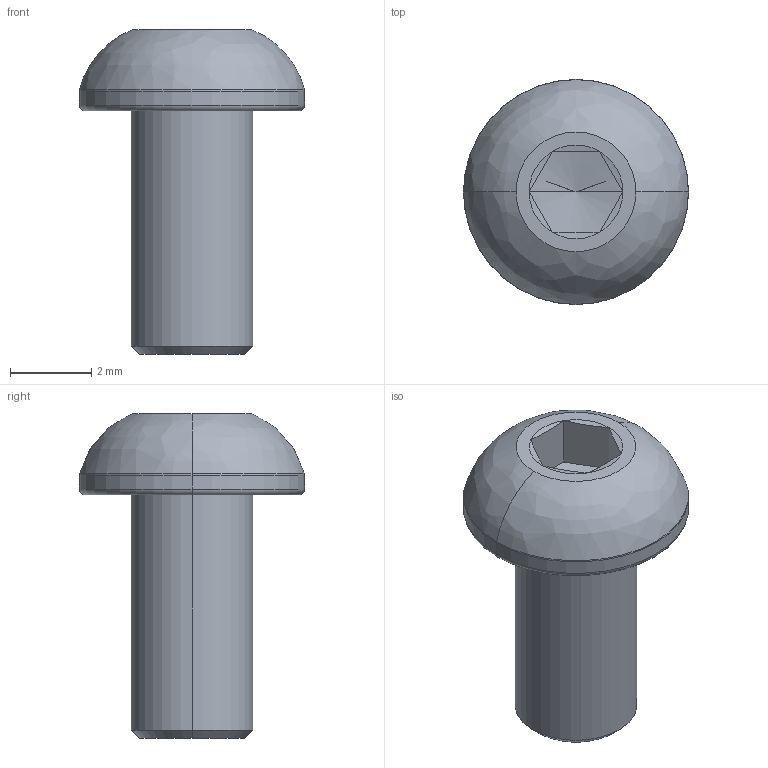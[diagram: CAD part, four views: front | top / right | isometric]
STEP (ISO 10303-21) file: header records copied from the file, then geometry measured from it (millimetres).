
FILE_DESCRIPTION((''),'2;1');
FILE_NAME('MOTOR_SKRUTKA','2022-02-19T21:19:47',('BenoVidla'),(''),'CREO PARAMETRIC BY PTC INC, 2021063','CREO PARAMETRIC BY PTC INC, 2021063','');
FILE_SCHEMA(('AP242_MANAGED_MODEL_BASED_3D_ENGINEERING_MIM_LF { 1 0 10303 442 1 1 4 }'));
Length unit declared in the file: millimetre
Products named in the file (1): MOTOR_SKRUTKA
Bounding box: 5.55 x 5.55 x 8 mm (x, y, z)
Volume: 76.1 mm3; surface area: 133.3 mm2
Topology: 1 solids, 1 shells, 35 faces, 74 edges, 44 vertices
Faces by surface type: plane 15, cone 10, cylinder 4, torus 4, bspline 2
Entity records: 1313 total; most frequent: CARTESIAN_POINT 226, DIRECTION 175, ORIENTED_EDGE 120, AXIS2_PLACEMENT_3D 72, EDGE_CURVE 60, PRESENTATION_STYLE_ASSIGNMENT 48, STYLED_ITEM 48, EDGE_LOOP 37
